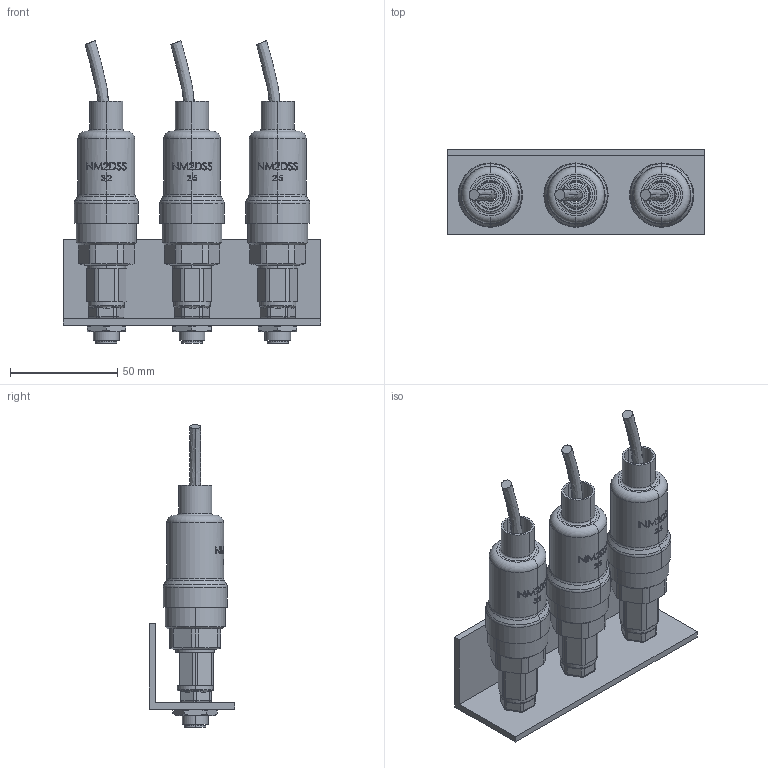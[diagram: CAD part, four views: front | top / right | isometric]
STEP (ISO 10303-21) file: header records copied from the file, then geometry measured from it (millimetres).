
FILE_DESCRIPTION (( 'STEP AP214' ), '1' );
FILE_NAME ('MSDSO-2M_Leiste mit Druckschaltern.STEP', '2015-02-25T12:52:56', ( 'Admin1' ), ( '' ), 'SwSTEP 2.0', 'SolidWorks 2014', '' );
FILE_SCHEMA (( 'AUTOMOTIVE_DESIGN' ));
Length unit declared in the file: millimetre
Products named in the file (1): MSDSO-2M_Leiste mit Druckschaltern
Bounding box: 120 x 40 x 141.33 mm (x, y, z)
Surface area: 51696.8 mm2 (no closed solid volume)
Topology: 0 solids, 25 shells, 637 faces, 1956 edges, 1302 vertices
Faces by surface type: plane 219, bspline 174, cylinder 158, torus 48, cone 38
Entity records: 37930 total; most frequent: CARTESIAN_POINT 15280, ORIENTED_EDGE 3313, DIRECTION 2726, EDGE_CURVE 1956, VERTEX_POINT 1302, AXIS2_PLACEMENT_3D 1019, B_SPLINE_CURVE_WITH_KNOTS 713, EDGE_LOOP 691
